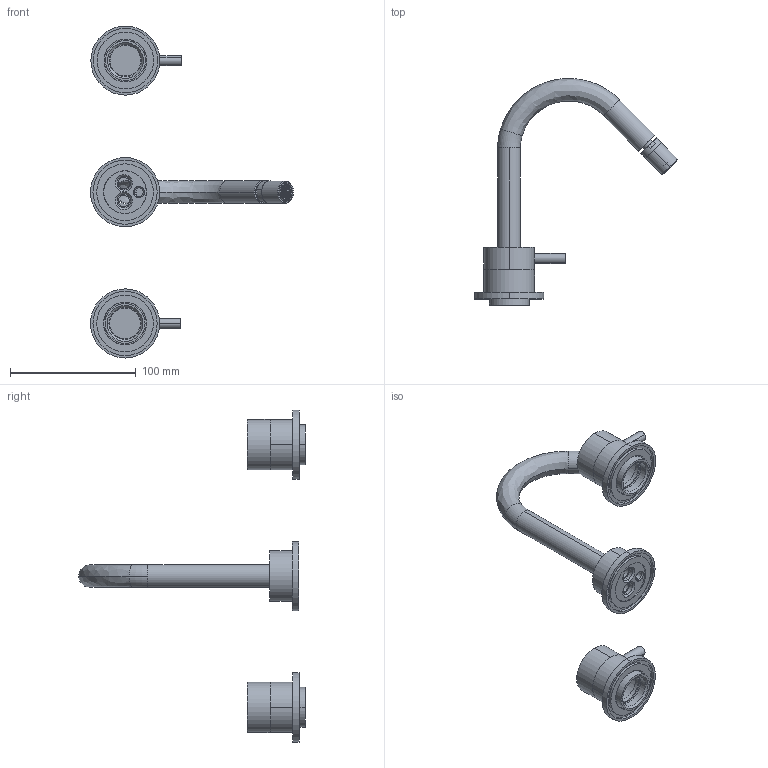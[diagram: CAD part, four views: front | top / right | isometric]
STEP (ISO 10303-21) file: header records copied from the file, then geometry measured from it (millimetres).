
FILE_DESCRIPTION (( 'STEP AP214' ), '1' );
FILE_NAME ('batteria bidet.STEP', '2023-10-06T16:14:26', ( '' ), ( '' ), 'SwSTEP 2.0', 'SolidWorks 2018', '' );
FILE_SCHEMA (( 'AUTOMOTIVE_DESIGN' ));
Length unit declared in the file: millimetre
Products named in the file (1): batteria bidet
Bounding box: 161.28 x 180.17 x 263.73 mm (x, y, z)
Surface area: 56931.8 mm2 (no closed solid volume)
Topology: 0 solids, 21 shells, 264 faces, 825 edges, 596 vertices
Faces by surface type: plane 157, cylinder 86, cone 12, torus 7, bspline 2
Entity records: 12638 total; most frequent: CARTESIAN_POINT 2330, DIRECTION 1563, ORIENTED_EDGE 1272, EDGE_CURVE 825, VERTEX_POINT 596, VECTOR 593, LINE 593, AXIS2_PLACEMENT_3D 485
